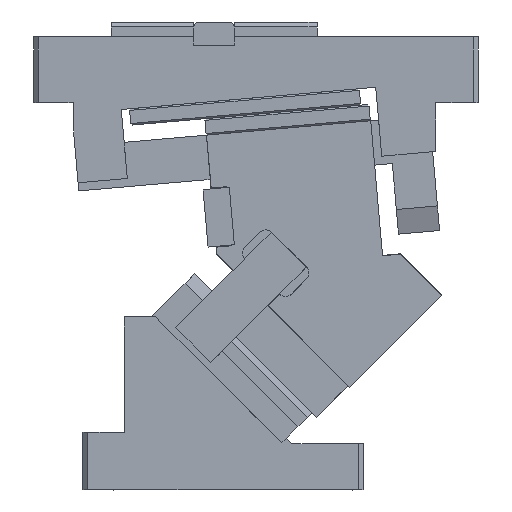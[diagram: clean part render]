
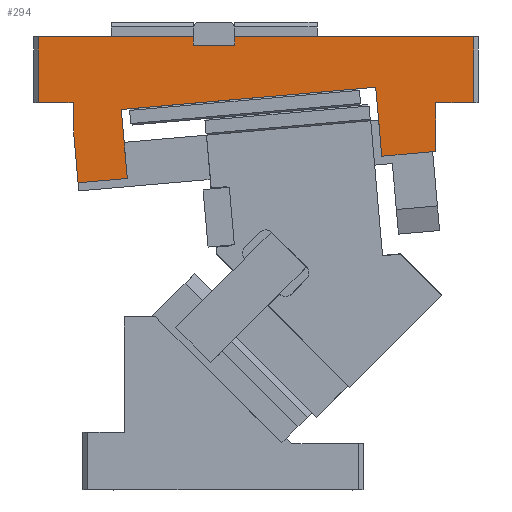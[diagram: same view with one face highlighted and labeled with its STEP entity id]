
A CAD part, front view. The second image highlights one B-rep face of the part: STEP entity #294.
In plain terms, the highlighted planar face has unit normal (0, -1, 0).
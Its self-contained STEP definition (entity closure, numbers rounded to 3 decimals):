
#57=CARTESIAN_POINT('Line Origine',(25.733,0.,231.124)) ;
#61=CARTESIAN_POINT('Vertex',(28.223,0.,231.342)) ;
#63=CARTESIAN_POINT('Vertex',(23.242,0.,230.906)) ;
#98=CARTESIAN_POINT('Vertex',(177.653,0.,244.415)) ;
#101=CARTESIAN_POINT('Line Origine',(172.672,0.,243.98)) ;
#105=CARTESIAN_POINT('Vertex',(167.691,0.,243.544)) ;
#108=CARTESIAN_POINT('Line Origine',(97.957,0.,237.443)) ;
#158=CARTESIAN_POINT('Axis2P3D Location',(240.,0.,275.)) ;
#163=CARTESIAN_POINT('Line Origine',(179.483,0.,223.495)) ;
#167=CARTESIAN_POINT('Vertex',(181.313,0.,202.575)) ;
#170=CARTESIAN_POINT('Line Origine',(197.657,0.,204.005)) ;
#174=CARTESIAN_POINT('Vertex',(214.,0.,205.435)) ;
#177=CARTESIAN_POINT('Line Origine',(214.,0.,220.217)) ;
#181=CARTESIAN_POINT('Vertex',(214.,0.,235.)) ;
#184=CARTESIAN_POINT('Line Origine',(225.5,0.,235.)) ;
#188=CARTESIAN_POINT('Vertex',(237.,0.,235.)) ;
#191=CARTESIAN_POINT('Line Origine',(237.,0.,255.)) ;
#195=CARTESIAN_POINT('Vertex',(237.,0.,275.)) ;
#198=CARTESIAN_POINT('Line Origine',(164.521,0.,275.)) ;
#202=CARTESIAN_POINT('Vertex',(92.041,0.,275.)) ;
#205=CARTESIAN_POINT('Line Origine',(92.041,0.,272.5)) ;
#209=CARTESIAN_POINT('Vertex',(92.041,0.,270.)) ;
#212=CARTESIAN_POINT('Line Origine',(79.541,0.,270.)) ;
#216=CARTESIAN_POINT('Vertex',(67.041,0.,270.)) ;
#219=CARTESIAN_POINT('Line Origine',(67.041,0.,272.5)) ;
#223=CARTESIAN_POINT('Vertex',(67.041,0.,275.)) ;
#226=CARTESIAN_POINT('Line Origine',(20.021,0.,275.)) ;
#230=CARTESIAN_POINT('Vertex',(-27.,0.,275.)) ;
#233=CARTESIAN_POINT('Line Origine',(-27.,0.,255.)) ;
#237=CARTESIAN_POINT('Vertex',(-27.,0.,235.)) ;
#240=CARTESIAN_POINT('Line Origine',(-16.5,0.,235.)) ;
#244=CARTESIAN_POINT('Vertex',(-6.,0.,235.)) ;
#247=CARTESIAN_POINT('Line Origine',(-6.,0.,227.968)) ;
#251=CARTESIAN_POINT('Vertex',(-6.,0.,220.936)) ;
#254=CARTESIAN_POINT('Line Origine',(-4.491,0.,203.694)) ;
#258=CARTESIAN_POINT('Vertex',(-2.983,0.,186.451)) ;
#261=CARTESIAN_POINT('Line Origine',(11.96,0.,187.759)) ;
#265=CARTESIAN_POINT('Vertex',(26.903,0.,189.066)) ;
#268=CARTESIAN_POINT('Line Origine',(25.073,0.,209.986)) ;
#58=DIRECTION('Vector Direction',(0.996,0.,0.087)) ;
#102=DIRECTION('Vector Direction',(0.996,0.,0.087)) ;
#109=DIRECTION('Vector Direction',(0.996,0.,0.087)) ;
#159=DIRECTION('Axis2P3D Direction',(0.,1.,0.)) ;
#160=DIRECTION('Axis2P3D XDirection',(-1.,0.,0.)) ;
#164=DIRECTION('Vector Direction',(-0.087,0.,0.996)) ;
#171=DIRECTION('Vector Direction',(-0.996,0.,-0.087)) ;
#178=DIRECTION('Vector Direction',(0.,0.,-1.)) ;
#185=DIRECTION('Vector Direction',(1.,0.,0.)) ;
#192=DIRECTION('Vector Direction',(0.,0.,1.)) ;
#199=DIRECTION('Vector Direction',(1.,0.,0.)) ;
#206=DIRECTION('Vector Direction',(0.,0.,-1.)) ;
#213=DIRECTION('Vector Direction',(1.,0.,0.)) ;
#220=DIRECTION('Vector Direction',(0.,0.,1.)) ;
#227=DIRECTION('Vector Direction',(1.,0.,0.)) ;
#234=DIRECTION('Vector Direction',(0.,0.,1.)) ;
#241=DIRECTION('Vector Direction',(1.,0.,0.)) ;
#248=DIRECTION('Vector Direction',(0.,0.,-1.)) ;
#255=DIRECTION('Vector Direction',(0.087,0.,-0.996)) ;
#262=DIRECTION('Vector Direction',(0.996,0.,0.087)) ;
#269=DIRECTION('Vector Direction',(0.087,0.,-0.996)) ;
#161=AXIS2_PLACEMENT_3D('Plane Axis2P3D',#158,#159,#160) ;
#274=ORIENTED_EDGE('',*,*,#112,.F.) ;
#275=ORIENTED_EDGE('',*,*,#107,.F.) ;
#276=ORIENTED_EDGE('',*,*,#169,.F.) ;
#277=ORIENTED_EDGE('',*,*,#176,.F.) ;
#278=ORIENTED_EDGE('',*,*,#183,.F.) ;
#279=ORIENTED_EDGE('',*,*,#190,.F.) ;
#280=ORIENTED_EDGE('',*,*,#197,.T.) ;
#281=ORIENTED_EDGE('',*,*,#204,.F.) ;
#282=ORIENTED_EDGE('',*,*,#211,.T.) ;
#283=ORIENTED_EDGE('',*,*,#218,.F.) ;
#284=ORIENTED_EDGE('',*,*,#225,.T.) ;
#285=ORIENTED_EDGE('',*,*,#232,.F.) ;
#286=ORIENTED_EDGE('',*,*,#239,.F.) ;
#287=ORIENTED_EDGE('',*,*,#246,.F.) ;
#288=ORIENTED_EDGE('',*,*,#253,.T.) ;
#289=ORIENTED_EDGE('',*,*,#260,.T.) ;
#290=ORIENTED_EDGE('',*,*,#267,.T.) ;
#291=ORIENTED_EDGE('',*,*,#272,.F.) ;
#292=ORIENTED_EDGE('',*,*,#65,.F.) ;
#59=VECTOR('Line Direction',#58,1.) ;
#103=VECTOR('Line Direction',#102,1.) ;
#110=VECTOR('Line Direction',#109,1.) ;
#165=VECTOR('Line Direction',#164,1.) ;
#172=VECTOR('Line Direction',#171,1.) ;
#179=VECTOR('Line Direction',#178,1.) ;
#186=VECTOR('Line Direction',#185,1.) ;
#193=VECTOR('Line Direction',#192,1.) ;
#200=VECTOR('Line Direction',#199,1.) ;
#207=VECTOR('Line Direction',#206,1.) ;
#214=VECTOR('Line Direction',#213,1.) ;
#221=VECTOR('Line Direction',#220,1.) ;
#228=VECTOR('Line Direction',#227,1.) ;
#235=VECTOR('Line Direction',#234,1.) ;
#242=VECTOR('Line Direction',#241,1.) ;
#249=VECTOR('Line Direction',#248,1.) ;
#256=VECTOR('Line Direction',#255,1.) ;
#263=VECTOR('Line Direction',#262,1.) ;
#270=VECTOR('Line Direction',#269,1.) ;
#294=ADVANCED_FACE('CAM HOLDER',(#293),#162,.F.) ;
#65=EDGE_CURVE('',#62,#64,#60,.F.) ;
#107=EDGE_CURVE('',#99,#106,#104,.F.) ;
#112=EDGE_CURVE('',#106,#62,#111,.F.) ;
#169=EDGE_CURVE('',#168,#99,#166,.T.) ;
#176=EDGE_CURVE('',#175,#168,#173,.T.) ;
#183=EDGE_CURVE('',#182,#175,#180,.T.) ;
#190=EDGE_CURVE('',#189,#182,#187,.F.) ;
#197=EDGE_CURVE('',#189,#196,#194,.T.) ;
#204=EDGE_CURVE('',#203,#196,#201,.T.) ;
#211=EDGE_CURVE('',#203,#210,#208,.T.) ;
#218=EDGE_CURVE('',#217,#210,#215,.T.) ;
#225=EDGE_CURVE('',#217,#224,#222,.T.) ;
#232=EDGE_CURVE('',#231,#224,#229,.T.) ;
#239=EDGE_CURVE('',#238,#231,#236,.T.) ;
#246=EDGE_CURVE('',#245,#238,#243,.F.) ;
#253=EDGE_CURVE('',#245,#252,#250,.T.) ;
#260=EDGE_CURVE('',#252,#259,#257,.T.) ;
#267=EDGE_CURVE('',#259,#266,#264,.T.) ;
#272=EDGE_CURVE('',#64,#266,#271,.T.) ;
#273=EDGE_LOOP('',(#274,#275,#276,#277,#278,#279,#280,#281,#282,#283,#284,#285,#286,#287,#288,#289,#290,#291,#292)) ;
#293=FACE_OUTER_BOUND('',#273,.T.) ;
#60=LINE('Line',#57,#59) ;
#104=LINE('Line',#101,#103) ;
#111=LINE('Line',#108,#110) ;
#166=LINE('Line',#163,#165) ;
#173=LINE('Line',#170,#172) ;
#180=LINE('Line',#177,#179) ;
#187=LINE('Line',#184,#186) ;
#194=LINE('Line',#191,#193) ;
#201=LINE('Line',#198,#200) ;
#208=LINE('Line',#205,#207) ;
#215=LINE('Line',#212,#214) ;
#222=LINE('Line',#219,#221) ;
#229=LINE('Line',#226,#228) ;
#236=LINE('Line',#233,#235) ;
#243=LINE('Line',#240,#242) ;
#250=LINE('Line',#247,#249) ;
#257=LINE('Line',#254,#256) ;
#264=LINE('Line',#261,#263) ;
#271=LINE('Line',#268,#270) ;
#162=PLANE('Plane',#161) ;
#62=VERTEX_POINT('',#61) ;
#64=VERTEX_POINT('',#63) ;
#99=VERTEX_POINT('',#98) ;
#106=VERTEX_POINT('',#105) ;
#168=VERTEX_POINT('',#167) ;
#175=VERTEX_POINT('',#174) ;
#182=VERTEX_POINT('',#181) ;
#189=VERTEX_POINT('',#188) ;
#196=VERTEX_POINT('',#195) ;
#203=VERTEX_POINT('',#202) ;
#210=VERTEX_POINT('',#209) ;
#217=VERTEX_POINT('',#216) ;
#224=VERTEX_POINT('',#223) ;
#231=VERTEX_POINT('',#230) ;
#238=VERTEX_POINT('',#237) ;
#245=VERTEX_POINT('',#244) ;
#252=VERTEX_POINT('',#251) ;
#259=VERTEX_POINT('',#258) ;
#266=VERTEX_POINT('',#265) ;
